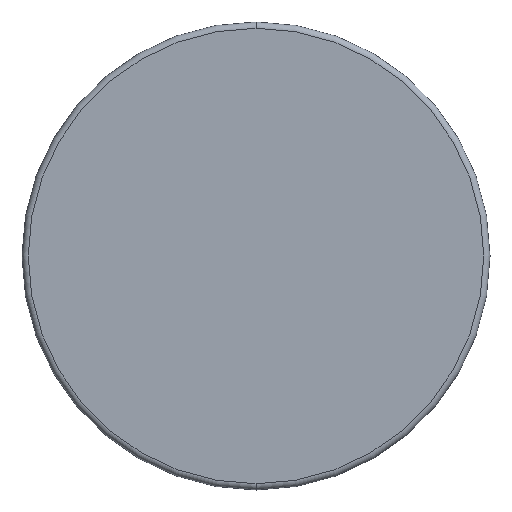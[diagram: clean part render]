
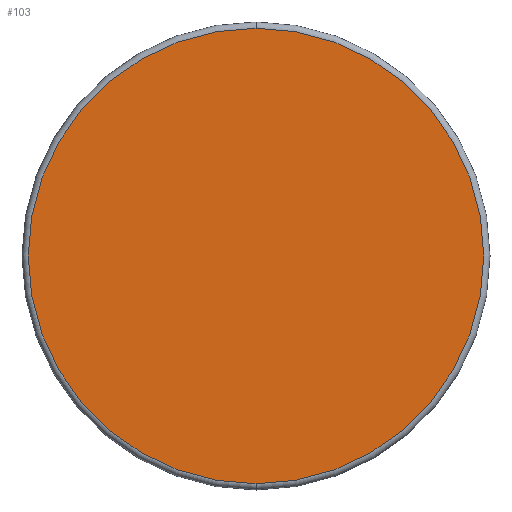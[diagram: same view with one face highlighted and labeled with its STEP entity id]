
A CAD part, front view. The second image highlights one B-rep face of the part: STEP entity #103.
In plain terms, the highlighted planar face has unit normal (0, -1, 0).
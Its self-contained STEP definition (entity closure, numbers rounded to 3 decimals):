
#18 = DIRECTION ( 'NONE',  ( 0., -1., 0. ) ) ;
#27 = FACE_OUTER_BOUND ( 'NONE', #88, .T. ) ;
#40 = AXIS2_PLACEMENT_3D ( 'NONE', #233, #98, #99 ) ;
#53 = DIRECTION ( 'NONE',  ( 0., 1., 0. ) ) ;
#83 = VERTEX_POINT ( 'NONE', #168 ) ;
#88 = EDGE_LOOP ( 'NONE', ( #135, #134 ) ) ;
#92 = PLANE ( 'NONE',  #101 ) ;
#96 = EDGE_CURVE ( 'NONE', #217, #83, #170, .T. ) ;
#98 = DIRECTION ( 'NONE',  ( 0., -1., 0. ) ) ;
#99 = DIRECTION ( 'NONE',  ( 0., 0., 1. ) ) ;
#101 = AXIS2_PLACEMENT_3D ( 'NONE', #109, #53, #111 ) ;
#103 = ADVANCED_FACE ( 'NONE', ( #27 ), #92, .F. ) ;
#105 = CARTESIAN_POINT ( 'NONE',  ( 0., 0., -3.65 ) ) ;
#109 = CARTESIAN_POINT ( 'NONE',  ( 0., 0., 0. ) ) ;
#111 = DIRECTION ( 'NONE',  ( 0., 0., 1. ) ) ;
#133 = AXIS2_PLACEMENT_3D ( 'NONE', #172, #18, #169 ) ;
#134 = ORIENTED_EDGE ( 'NONE', *, *, #96, .T. ) ;
#135 = ORIENTED_EDGE ( 'NONE', *, *, #238, .T. ) ;
#168 = CARTESIAN_POINT ( 'NONE',  ( 0., 0., 3.65 ) ) ;
#169 = DIRECTION ( 'NONE',  ( 0., 0., 1. ) ) ;
#170 = CIRCLE ( 'NONE', #133, 3.65 ) ;
#172 = CARTESIAN_POINT ( 'NONE',  ( 0., 0., 0. ) ) ;
#194 = CIRCLE ( 'NONE', #40, 3.65 ) ;
#217 = VERTEX_POINT ( 'NONE', #105 ) ;
#233 = CARTESIAN_POINT ( 'NONE',  ( 0., 0., 0. ) ) ;
#238 = EDGE_CURVE ( 'NONE', #83, #217, #194, .T. ) ;
